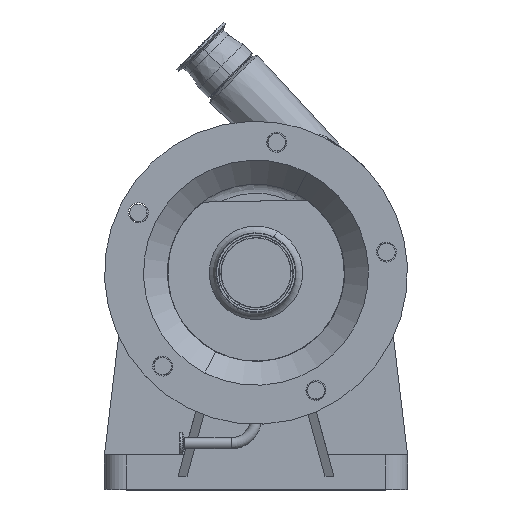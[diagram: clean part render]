
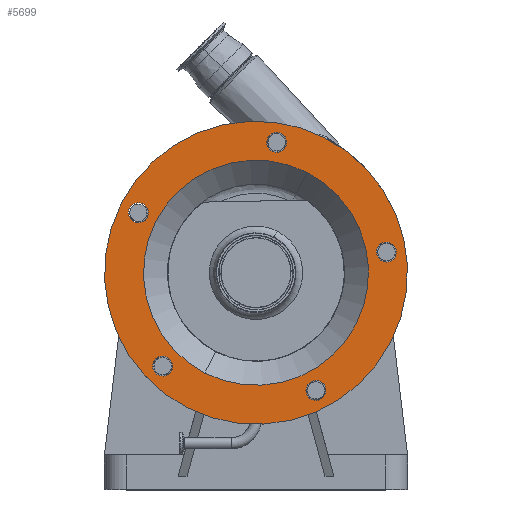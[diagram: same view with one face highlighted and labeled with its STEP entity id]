
A CAD part, top view. The second image highlights one B-rep face of the part: STEP entity #5699.
In plain terms, the highlighted planar face has unit normal (0, 0, 1).
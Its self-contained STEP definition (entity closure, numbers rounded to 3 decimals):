
#87 = VERTEX_POINT ( 'NONE', #30089 ) ;
#112 = EDGE_CURVE ( 'NONE', #196, #87, #30113, .T. ) ;
#181 = VERTEX_POINT ( 'NONE', #30203 ) ;
#196 = VERTEX_POINT ( 'NONE', #30339 ) ;
#531 = VERTEX_POINT ( 'NONE', #30637 ) ;
#566 = EDGE_CURVE ( 'NONE', #531, #29592, #30625, .T. ) ;
#1242 = AXIS2_PLACEMENT_3D ( 'NONE', #1291, #1300, #1317 ) ;
#1291 = CARTESIAN_POINT ( 'NONE',  ( 69.234, -135.878, 299.5 ) ) ;
#1293 = CIRCLE ( 'NONE', #1242, 11.5 ) ;
#1300 = DIRECTION ( 'NONE',  ( 0., 0., 1. ) ) ;
#1317 = DIRECTION ( 'NONE',  ( 0.454, 0.891, 0. ) ) ;
#1416 = FACE_BOUND ( 'NONE', #5722, .T. ) ;
#1419 = FACE_BOUND ( 'NONE', #8445, .T. ) ;
#1423 = CARTESIAN_POINT ( 'NONE',  ( -155.926, 79.448, 299.5 ) ) ;
#1424 = DIRECTION ( 'NONE',  ( 0., 0., -1. ) ) ;
#1442 = PLANE ( 'NONE',  #1475 ) ;
#1447 = FACE_BOUND ( 'NONE', #6722, .T. ) ;
#1460 = DIRECTION ( 'NONE',  ( -0.454, -0.891, 0. ) ) ;
#1467 = CIRCLE ( 'NONE', #1516, 11.5 ) ;
#1469 = FACE_BOUND ( 'NONE', #6746, .T. ) ;
#1470 = FACE_BOUND ( 'NONE', #5379, .T. ) ;
#1474 = FACE_OUTER_BOUND ( 'NONE', #5887, .T. ) ;
#1475 = AXIS2_PLACEMENT_3D ( 'NONE', #1423, #1424, #1460 ) ;
#1476 = FACE_BOUND ( 'NONE', #5880, .T. ) ;
#1514 = DIRECTION ( 'NONE',  ( 0.454, 0.891, 0. ) ) ;
#1515 = DIRECTION ( 'NONE',  ( 0., 0., 1. ) ) ;
#1516 = AXIS2_PLACEMENT_3D ( 'NONE', #1518, #1515, #1514 ) ;
#1518 = CARTESIAN_POINT ( 'NONE',  ( -107.834, -107.834, 299.5 ) ) ;
#1558 = VERTEX_POINT ( 'NONE', #30898 ) ;
#1561 = VERTEX_POINT ( 'NONE', #30896 ) ;
#1784 = CARTESIAN_POINT ( 'NONE',  ( -79.448, -155.926, 299.5 ) ) ;
#1839 = DIRECTION ( 'NONE',  ( 0.454, 0.891, 0. ) ) ;
#1840 = DIRECTION ( 'NONE',  ( 0., 0., 1. ) ) ;
#1841 = CARTESIAN_POINT ( 'NONE',  ( 0., 0., 299.5 ) ) ;
#1847 = CIRCLE ( 'NONE', #1848, 175. ) ;
#1848 = AXIS2_PLACEMENT_3D ( 'NONE', #1841, #1840, #1839 ) ;
#1871 = VERTEX_POINT ( 'NONE', #31151 ) ;
#2003 = EDGE_CURVE ( 'NONE', #1871, #1558, #28982, .T. ) ;
#3308 = EDGE_CURVE ( 'NONE', #9808, #1561, #1293, .T. ) ;
#3528 = ORIENTED_EDGE ( 'NONE', *, *, #8233, .F. ) ;
#5379 = EDGE_LOOP ( 'NONE', ( #5976, #3528 ) ) ;
#5500 = ORIENTED_EDGE ( 'NONE', *, *, #2003, .F. ) ;
#5699 = ADVANCED_FACE ( 'NONE', ( #1476, #1470, #1419, #1416, #1447, #1474, #1469 ), #1442, .F. ) ;
#5722 = EDGE_LOOP ( 'NONE', ( #8327, #6753 ) ) ;
#5880 = EDGE_LOOP ( 'NONE', ( #10266, #8441 ) ) ;
#5887 = EDGE_LOOP ( 'NONE', ( #6804, #8172 ) ) ;
#5899 = EDGE_CURVE ( 'NONE', #29592, #531, #1467, .T. ) ;
#5974 = ORIENTED_EDGE ( 'NONE', *, *, #9823, .F. ) ;
#5976 = ORIENTED_EDGE ( 'NONE', *, *, #3308, .F. ) ;
#6722 = EDGE_LOOP ( 'NONE', ( #8046, #8388 ) ) ;
#6746 = EDGE_LOOP ( 'NONE', ( #5974, #9900 ) ) ;
#6753 = ORIENTED_EDGE ( 'NONE', *, *, #8024, .F. ) ;
#6770 = VERTEX_POINT ( 'NONE', #22572 ) ;
#6804 = ORIENTED_EDGE ( 'NONE', *, *, #26827, .T. ) ;
#8024 = EDGE_CURVE ( 'NONE', #9381, #6770, #23066, .T. ) ;
#8046 = ORIENTED_EDGE ( 'NONE', *, *, #22920, .F. ) ;
#8172 = ORIENTED_EDGE ( 'NONE', *, *, #22266, .T. ) ;
#8233 = EDGE_CURVE ( 'NONE', #1561, #9808, #23154, .T. ) ;
#8327 = ORIENTED_EDGE ( 'NONE', *, *, #10384, .F. ) ;
#8388 = ORIENTED_EDGE ( 'NONE', *, *, #29815, .F. ) ;
#8441 = ORIENTED_EDGE ( 'NONE', *, *, #566, .F. ) ;
#8445 = EDGE_LOOP ( 'NONE', ( #8456, #5500 ) ) ;
#8456 = ORIENTED_EDGE ( 'NONE', *, *, #10291, .F. ) ;
#8679 = CIRCLE ( 'NONE', #8726, 175. ) ;
#8723 = DIRECTION ( 'NONE',  ( 0.454, 0.891, 0. ) ) ;
#8724 = DIRECTION ( 'NONE',  ( 0., 0., 1. ) ) ;
#8725 = CARTESIAN_POINT ( 'NONE',  ( 0., 0., 299.5 ) ) ;
#8726 = AXIS2_PLACEMENT_3D ( 'NONE', #8725, #8724, #8723 ) ;
#8866 = DIRECTION ( 'NONE',  ( 0.454, 0.891, 0. ) ) ;
#8867 = DIRECTION ( 'NONE',  ( 0., 0., 1. ) ) ;
#8869 = AXIS2_PLACEMENT_3D ( 'NONE', #8903, #8867, #8866 ) ;
#8885 = CIRCLE ( 'NONE', #8869, 11.5 ) ;
#8903 = CARTESIAN_POINT ( 'NONE',  ( -135.878, 69.234, 299.5 ) ) ;
#9381 = VERTEX_POINT ( 'NONE', #23350 ) ;
#9808 = VERTEX_POINT ( 'NONE', #23445 ) ;
#9823 = EDGE_CURVE ( 'NONE', #87, #196, #23410, .T. ) ;
#9900 = ORIENTED_EDGE ( 'NONE', *, *, #112, .F. ) ;
#10266 = ORIENTED_EDGE ( 'NONE', *, *, #5899, .F. ) ;
#10291 = EDGE_CURVE ( 'NONE', #1558, #1871, #23487, .T. ) ;
#10384 = EDGE_CURVE ( 'NONE', #6770, #9381, #23518, .T. ) ;
#14741 = VERTEX_POINT ( 'NONE', #25078 ) ;
#16218 = CARTESIAN_POINT ( 'NONE',  ( 79.448, 155.926, 299.5 ) ) ;
#22266 = EDGE_CURVE ( 'NONE', #26777, #28128, #8679, .T. ) ;
#22572 = CARTESIAN_POINT ( 'NONE',  ( 29.077, 160.869, 299.5 ) ) ;
#22920 = EDGE_CURVE ( 'NONE', #181, #14741, #8885, .T. ) ;
#23058 = DIRECTION ( 'NONE',  ( 0., 0., 1. ) ) ;
#23059 = CARTESIAN_POINT ( 'NONE',  ( 23.856, 150.622, 299.5 ) ) ;
#23066 = CIRCLE ( 'NONE', #23077, 11.5 ) ;
#23077 = AXIS2_PLACEMENT_3D ( 'NONE', #23059, #23058, #23096 ) ;
#23090 = AXIS2_PLACEMENT_3D ( 'NONE', #23156, #23125, #23124 ) ;
#23096 = DIRECTION ( 'NONE',  ( 0.454, 0.891, 0. ) ) ;
#23124 = DIRECTION ( 'NONE',  ( 0.454, 0.891, 0. ) ) ;
#23125 = DIRECTION ( 'NONE',  ( 0., 0., 1. ) ) ;
#23154 = CIRCLE ( 'NONE', #23090, 11.5 ) ;
#23156 = CARTESIAN_POINT ( 'NONE',  ( 69.234, -135.878, 299.5 ) ) ;
#23350 = CARTESIAN_POINT ( 'NONE',  ( 18.635, 140.376, 299.5 ) ) ;
#23410 = CIRCLE ( 'NONE', #23451, 130. ) ;
#23437 = DIRECTION ( 'NONE',  ( 0.454, 0.891, 0. ) ) ;
#23438 = DIRECTION ( 'NONE',  ( 0., 0., 1. ) ) ;
#23439 = CARTESIAN_POINT ( 'NONE',  ( 0., 0., 299.5 ) ) ;
#23445 = CARTESIAN_POINT ( 'NONE',  ( 74.454, -125.632, 299.5 ) ) ;
#23451 = AXIS2_PLACEMENT_3D ( 'NONE', #23439, #23438, #23437 ) ;
#23483 = DIRECTION ( 'NONE',  ( 0., 0., 1. ) ) ;
#23484 = CARTESIAN_POINT ( 'NONE',  ( 150.622, 23.856, 299.5 ) ) ;
#23485 = AXIS2_PLACEMENT_3D ( 'NONE', #23484, #23483, #23520 ) ;
#23487 = CIRCLE ( 'NONE', #23485, 11.5 ) ;
#23513 = DIRECTION ( 'NONE',  ( 0.454, 0.891, 0. ) ) ;
#23514 = DIRECTION ( 'NONE',  ( 0., 0., 1. ) ) ;
#23515 = CARTESIAN_POINT ( 'NONE',  ( 23.856, 150.622, 299.5 ) ) ;
#23516 = AXIS2_PLACEMENT_3D ( 'NONE', #23515, #23514, #23513 ) ;
#23518 = CIRCLE ( 'NONE', #23516, 11.5 ) ;
#23520 = DIRECTION ( 'NONE',  ( 0.454, 0.891, 0. ) ) ;
#23645 = CARTESIAN_POINT ( 'NONE',  ( -102.613, -97.587, 299.5 ) ) ;
#24460 = DIRECTION ( 'NONE',  ( 0.454, 0.891, 0. ) ) ;
#24462 = DIRECTION ( 'NONE',  ( 0., 0., 1. ) ) ;
#24464 = AXIS2_PLACEMENT_3D ( 'NONE', #24474, #24462, #24460 ) ;
#24474 = CARTESIAN_POINT ( 'NONE',  ( -135.878, 69.234, 299.5 ) ) ;
#24521 = CIRCLE ( 'NONE', #24464, 11.5 ) ;
#25078 = CARTESIAN_POINT ( 'NONE',  ( -141.099, 58.987, 299.5 ) ) ;
#26777 = VERTEX_POINT ( 'NONE', #1784 ) ;
#26827 = EDGE_CURVE ( 'NONE', #28128, #26777, #1847, .T. ) ;
#28128 = VERTEX_POINT ( 'NONE', #16218 ) ;
#28340 = DIRECTION ( 'NONE',  ( 0., 0., 1. ) ) ;
#28393 = DIRECTION ( 'NONE',  ( 0.454, 0.891, 0. ) ) ;
#28980 = CARTESIAN_POINT ( 'NONE',  ( 150.622, 23.856, 299.5 ) ) ;
#28981 = AXIS2_PLACEMENT_3D ( 'NONE', #28980, #28340, #28393 ) ;
#28982 = CIRCLE ( 'NONE', #28981, 11.5 ) ;
#29592 = VERTEX_POINT ( 'NONE', #23645 ) ;
#29815 = EDGE_CURVE ( 'NONE', #14741, #181, #24521, .T. ) ;
#30089 = CARTESIAN_POINT ( 'NONE',  ( 59.019, 115.831, 299.5 ) ) ;
#30100 = DIRECTION ( 'NONE',  ( 0.454, 0.891, 0. ) ) ;
#30101 = DIRECTION ( 'NONE',  ( 0., 0., 1. ) ) ;
#30107 = CARTESIAN_POINT ( 'NONE',  ( 0., 0., 299.5 ) ) ;
#30113 = CIRCLE ( 'NONE', #30123, 130. ) ;
#30123 = AXIS2_PLACEMENT_3D ( 'NONE', #30107, #30101, #30100 ) ;
#30203 = CARTESIAN_POINT ( 'NONE',  ( -130.658, 79.48, 299.5 ) ) ;
#30339 = CARTESIAN_POINT ( 'NONE',  ( -59.019, -115.831, 299.5 ) ) ;
#30625 = CIRCLE ( 'NONE', #30664, 11.5 ) ;
#30637 = CARTESIAN_POINT ( 'NONE',  ( -113.055, -118.08, 299.5 ) ) ;
#30662 = DIRECTION ( 'NONE',  ( 0.454, 0.891, 0. ) ) ;
#30663 = DIRECTION ( 'NONE',  ( 0., 0., 1. ) ) ;
#30664 = AXIS2_PLACEMENT_3D ( 'NONE', #30675, #30663, #30662 ) ;
#30675 = CARTESIAN_POINT ( 'NONE',  ( -107.834, -107.834, 299.5 ) ) ;
#30896 = CARTESIAN_POINT ( 'NONE',  ( 64.013, -146.125, 299.5 ) ) ;
#30898 = CARTESIAN_POINT ( 'NONE',  ( 155.843, 34.103, 299.5 ) ) ;
#31151 = CARTESIAN_POINT ( 'NONE',  ( 145.402, 13.61, 299.5 ) ) ;
